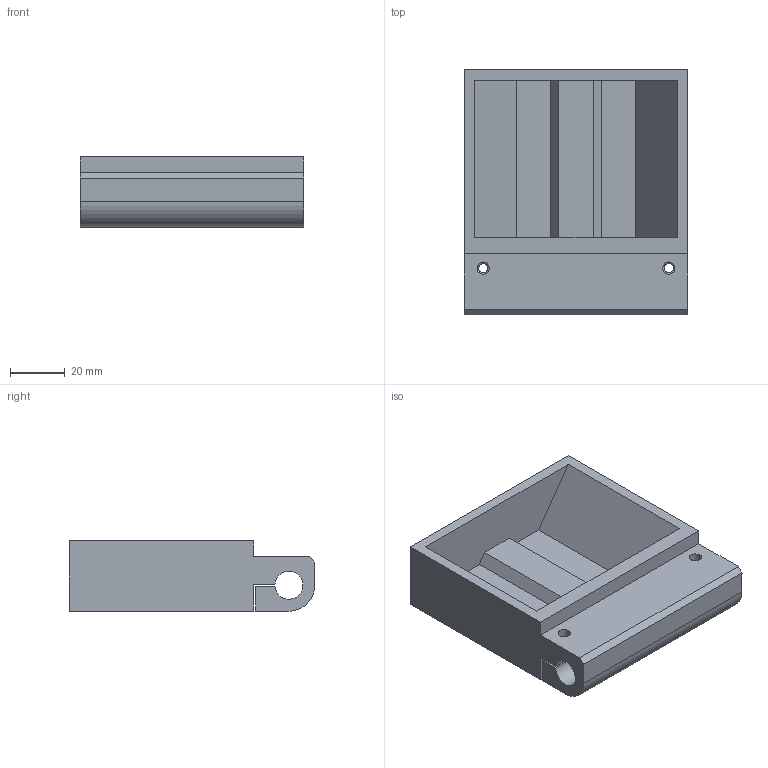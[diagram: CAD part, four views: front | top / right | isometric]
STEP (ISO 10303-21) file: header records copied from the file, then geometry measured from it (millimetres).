
FILE_DESCRIPTION(('FreeCAD Model'),'2;1');
FILE_NAME('Open CASCADE Shape Model','2024-05-24T19:46:30',(''),(''), 'Open CASCADE STEP processor 7.7','Ondsel','Unknown');
FILE_SCHEMA(('AUTOMOTIVE_DESIGN { 1 0 10303 214 1 1 1 1 }'));
Length unit declared in the file: millimetre
Products named in the file (1): Brush_Dock-Body
Bounding box: 82 x 90 x 25.8 mm (x, y, z)
Volume: 99449 mm3; surface area: 32409.1 mm2
Topology: 1 solids, 1 shells, 37 faces, 94 edges, 62 vertices
Faces by surface type: plane 25, cylinder 10, cone 2
Full cylindrical faces by diameter (mm): 3.4 x4, 4.5 x2, 6.1 x2
Entity records: 1481 total; most frequent: CARTESIAN_POINT 535, ORIENTED_EDGE 188, DIRECTION 184, EDGE_CURVE 94, LINE 72, VECTOR 72, VERTEX_POINT 62, AXIS2_PLACEMENT_3D 56
